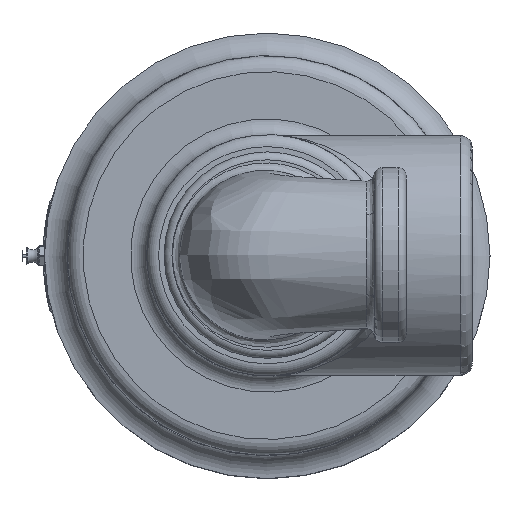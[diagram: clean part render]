
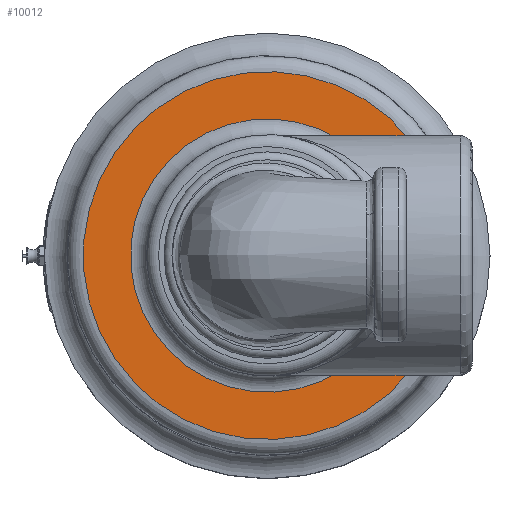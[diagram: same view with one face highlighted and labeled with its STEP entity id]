
A CAD part, top view. The second image highlights one B-rep face of the part: STEP entity #10012.
In plain terms, the highlighted planar face has unit normal (0, 0, 1).
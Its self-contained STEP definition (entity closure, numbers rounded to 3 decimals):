
#219=LINE('',#14674,#830);
#220=LINE('',#14677,#831);
#830=VECTOR('',#11433,27.906);
#831=VECTOR('',#11436,27.906);
#1441=PLANE('',#10640);
#1651=FACE_OUTER_BOUND('',#2251,.T.);
#2251=EDGE_LOOP('',(#6451,#6452,#6453,#6454));
#2919=CIRCLE('',#10638,73.55);
#2921=CIRCLE('',#10641,54.65);
#3855=VERTEX_POINT('',#14641);
#3857=VERTEX_POINT('',#14651);
#3861=VERTEX_POINT('',#14673);
#3862=VERTEX_POINT('',#14675);
#4885=EDGE_CURVE('',#3855,#3857,#2919,.T.);
#4890=EDGE_CURVE('',#3861,#3855,#219,.T.);
#4891=EDGE_CURVE('',#3862,#3861,#2921,.T.);
#4892=EDGE_CURVE('',#3857,#3862,#220,.T.);
#6451=ORIENTED_EDGE('',*,*,#4890,.F.);
#6452=ORIENTED_EDGE('',*,*,#4891,.F.);
#6453=ORIENTED_EDGE('',*,*,#4892,.F.);
#6454=ORIENTED_EDGE('',*,*,#4885,.F.);
#10012=ADVANCED_FACE('',(#1651),#1441,.F.);
#10638=AXIS2_PLACEMENT_3D('',#14652,#11427,#11428);
#10640=AXIS2_PLACEMENT_3D('',#14672,#11431,#11432);
#10641=AXIS2_PLACEMENT_3D('',#14676,#11434,#11435);
#11427=DIRECTION('center_axis',(0.,0.,-1.));
#11428=DIRECTION('ref_axis',(-1.,0.,0.));
#11431=DIRECTION('center_axis',(0.,0.,-1.));
#11432=DIRECTION('ref_axis',(-1.,0.,0.));
#11433=DIRECTION('',(1.,0.,0.));
#11434=DIRECTION('center_axis',(0.,0.,1.));
#11435=DIRECTION('ref_axis',(-1.,0.,0.));
#11436=DIRECTION('',(-1.,0.,0.));
#14641=CARTESIAN_POINT('',(57.366,-46.029,133.4));
#14651=CARTESIAN_POINT('',(57.366,46.029,133.4));
#14652=CARTESIAN_POINT('Origin',(0.,0.,133.4));
#14672=CARTESIAN_POINT('Origin',(0.,0.,133.4));
#14673=CARTESIAN_POINT('',(29.46,-46.029,133.4));
#14674=CARTESIAN_POINT('',(29.46,-46.029,133.4));
#14675=CARTESIAN_POINT('',(29.46,46.029,133.4));
#14676=CARTESIAN_POINT('Origin',(0.,0.,133.4));
#14677=CARTESIAN_POINT('',(57.366,46.029,133.4));
